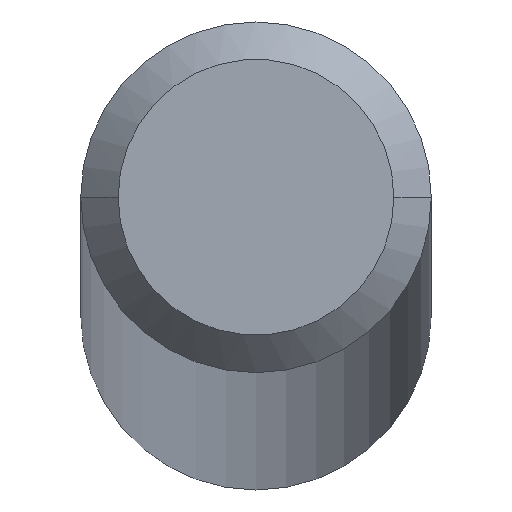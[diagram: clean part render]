
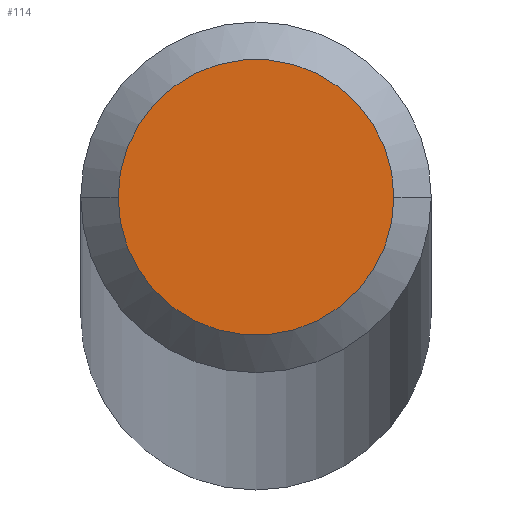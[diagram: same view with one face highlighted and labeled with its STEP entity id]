
A CAD part, top view. The second image highlights one B-rep face of the part: STEP entity #114.
In plain terms, the highlighted planar face has unit normal (0, 0, 1).
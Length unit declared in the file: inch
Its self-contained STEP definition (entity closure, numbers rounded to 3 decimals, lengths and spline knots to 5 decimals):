
#19 = ORIENTED_EDGE ( 'NONE', *, *, #134, .T. ) ;
#23 = DIRECTION ( 'NONE',  ( 0., 0., 1. ) ) ;
#41 = AXIS2_PLACEMENT_3D ( 'NONE', #200, #85, #221 ) ;
#52 = EDGE_CURVE ( 'NONE', #245, #56, #54, .T. ) ;
#54 = CIRCLE ( 'NONE', #187, 0.07375 ) ;
#56 = VERTEX_POINT ( 'NONE', #195 ) ;
#72 = AXIS2_PLACEMENT_3D ( 'NONE', #123, #23, #163 ) ;
#84 = DIRECTION ( 'NONE',  ( 0., 0., 1. ) ) ;
#85 = DIRECTION ( 'NONE',  ( 0., 0., 1. ) ) ;
#98 = CIRCLE ( 'NONE', #41, 0.07375 ) ;
#107 = CARTESIAN_POINT ( 'NONE',  ( -0.07375, 0., 18. ) ) ;
#114 = ADVANCED_FACE ( 'NONE', ( #158 ), #145, .T. ) ;
#123 = CARTESIAN_POINT ( 'NONE',  ( 0., 0., 18. ) ) ;
#126 = ORIENTED_EDGE ( 'NONE', *, *, #52, .T. ) ;
#134 = EDGE_CURVE ( 'NONE', #56, #245, #98, .T. ) ;
#145 = PLANE ( 'NONE',  #72 ) ;
#158 = FACE_OUTER_BOUND ( 'NONE', #227, .T. ) ;
#163 = DIRECTION ( 'NONE',  ( 1., 0., 0. ) ) ;
#187 = AXIS2_PLACEMENT_3D ( 'NONE', #197, #84, #217 ) ;
#195 = CARTESIAN_POINT ( 'NONE',  ( 0.07375, 0., 18. ) ) ;
#197 = CARTESIAN_POINT ( 'NONE',  ( 0., 0., 18. ) ) ;
#200 = CARTESIAN_POINT ( 'NONE',  ( 0., 0., 18. ) ) ;
#217 = DIRECTION ( 'NONE',  ( 1., 0., 0. ) ) ;
#221 = DIRECTION ( 'NONE',  ( 1., 0., 0. ) ) ;
#227 = EDGE_LOOP ( 'NONE', ( #126, #19 ) ) ;
#245 = VERTEX_POINT ( 'NONE', #107 ) ;
